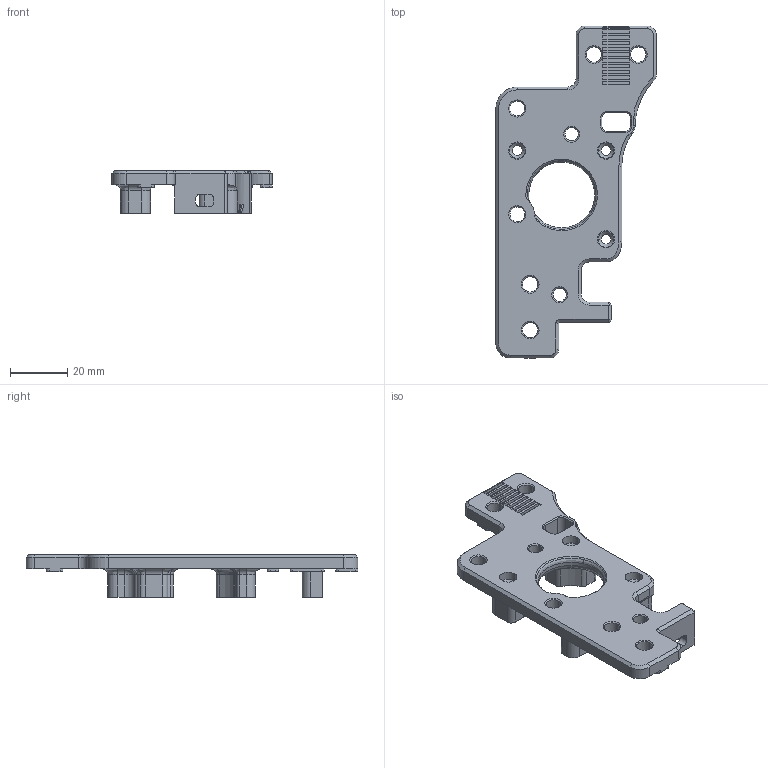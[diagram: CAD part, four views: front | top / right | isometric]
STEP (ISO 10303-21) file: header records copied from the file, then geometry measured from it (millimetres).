
FILE_DESCRIPTION (( 'STEP AP214' ), '1' );
FILE_NAME ('AB DRIBE A SIDE TOP.STEP', '2020-12-22T22:59:43', ( '' ), ( '' ), 'SwSTEP 2.0', 'SolidWorks 2014', '' );
FILE_SCHEMA (( 'AUTOMOTIVE_DESIGN' ));
Length unit declared in the file: millimetre
Products named in the file (2): AB DRIBE A SIDE TOP
Bounding box: 56.03 x 116 x 15 mm (x, y, z)
Volume: 23763.6 mm3; surface area: 13463 mm2
Topology: 2 solids, 2 shells, 415 faces, 1075 edges, 671 vertices
Faces by surface type: plane 167, cylinder 142, bspline 54, cone 51, torus 1
Entity records: 18372 total; most frequent: CARTESIAN_POINT 3843, ORIENTED_EDGE 2144, DIRECTION 2055, EDGE_CURVE 1072, AXIS2_PLACEMENT_3D 734, VERTEX_POINT 671, LINE 587, VECTOR 587
